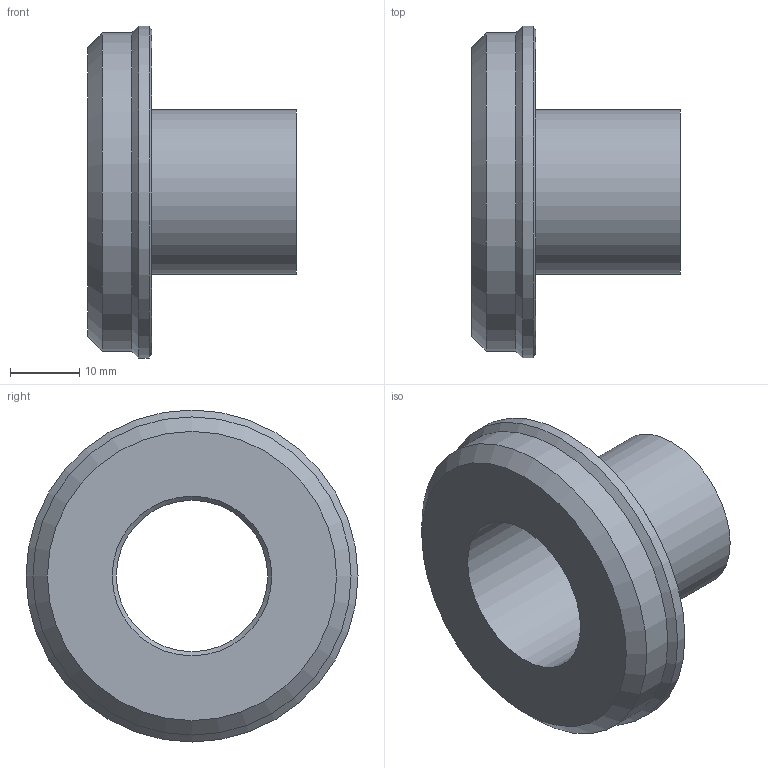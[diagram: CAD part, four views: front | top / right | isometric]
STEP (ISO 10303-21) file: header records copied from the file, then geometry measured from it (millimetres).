
FILE_DESCRIPTION(('FreeCAD Model'),'2;1');
FILE_NAME('ST165 Front Control Arm Mould - Bottom Rev2.stp','2017-11-12T09:25:44',(''),(''), 'Open CASCADE STEP processor 6.7','FreeCAD','Unknown');
FILE_SCHEMA(('AUTOMOTIVE_DESIGN_CC2 { 1 2 10303 214 -1 1 5 4 }'));
Length unit declared in the file: millimetre
Products named in the file (2): ASSEMBLY; Revolution
Assembly tree (1 placements, depth 2):
  ASSEMBLY
    Revolution
Bounding box: 30.2 x 48 x 48 mm (x, y, z)
Volume: 2198.3 mm3; surface area: 9397.2 mm2
Topology: 1 solids, 1 shells, 20 faces, 35 edges, 20 vertices
Faces by surface type: cylinder 8, cone 7, plane 5
Full cylindrical faces by diameter (mm): 21.88 x1, 23.08 x1, 23.88 x1, 45.2 x1, 46 x2, 46.4 x1, 48 x1
Entity records: 977 total; most frequent: DIRECTION 169, CARTESIAN_POINT 147, LINE 75, VECTOR 75, ORIENTED_EDGE 70, PCURVE 70, DEFINITIONAL_REPRESENTATION 70, AXIS2_PLACEMENT_3D 42
